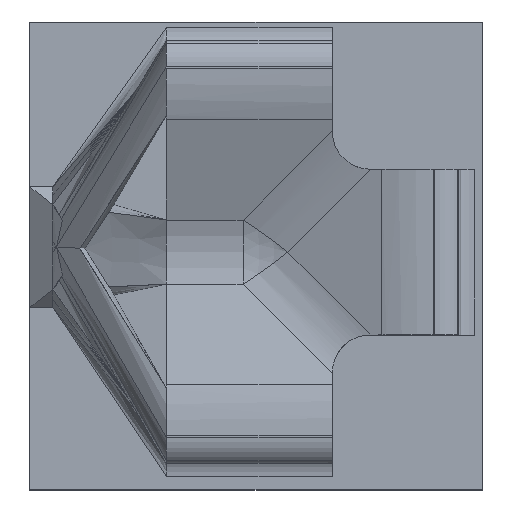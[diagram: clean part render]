
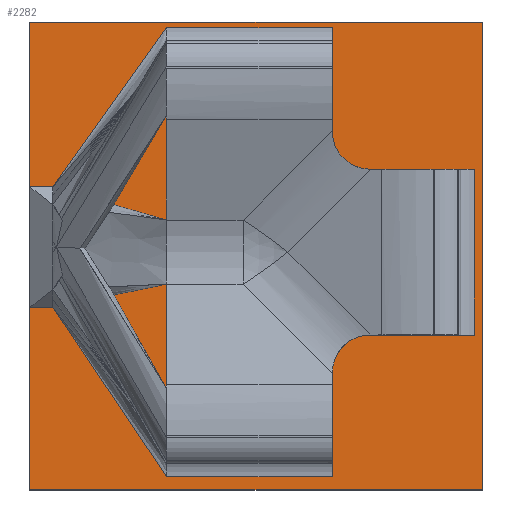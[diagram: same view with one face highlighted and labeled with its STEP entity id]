
A CAD part, top view. The second image highlights one B-rep face of the part: STEP entity #2282.
In plain terms, the highlighted planar face has unit normal (0, 0, 1).
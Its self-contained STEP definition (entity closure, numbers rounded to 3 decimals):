
#59=FACE_BOUND('',#251,.T.);
#61=PLANE('',#2425);
#121=FACE_OUTER_BOUND('',#250,.T.);
#250=EDGE_LOOP('',(#1542,#1543,#1544,#1545,#1546,#1547,#1548,#1549,#1550,
#1551,#1552,#1553,#1554,#1555,#1556,#1557,#1558));
#251=EDGE_LOOP('',(#1559,#1560,#1561,#1562));
#447=LINE('',#3187,#661);
#449=LINE('',#3275,#663);
#454=LINE('',#3325,#668);
#455=LINE('',#3327,#669);
#456=LINE('',#3329,#670);
#457=LINE('',#3331,#671);
#458=LINE('',#3333,#672);
#459=LINE('',#3335,#673);
#460=LINE('',#3337,#674);
#461=LINE('',#3339,#675);
#462=LINE('',#3341,#676);
#463=LINE('',#3343,#677);
#464=LINE('',#3345,#678);
#465=LINE('',#3346,#679);
#466=LINE('',#3348,#680);
#467=LINE('',#3350,#681);
#468=LINE('',#3351,#682);
#469=LINE('',#3354,#683);
#470=LINE('',#3356,#684);
#471=LINE('',#3358,#685);
#472=LINE('',#3359,#686);
#661=VECTOR('',#2596,12.818);
#663=VECTOR('',#2600,10.896);
#668=VECTOR('',#2613,10.);
#669=VECTOR('',#2614,10.);
#670=VECTOR('',#2615,10.);
#671=VECTOR('',#2616,10.);
#672=VECTOR('',#2617,10.);
#673=VECTOR('',#2618,10.);
#674=VECTOR('',#2619,10.);
#675=VECTOR('',#2620,10.451);
#676=VECTOR('',#2621,10.);
#677=VECTOR('',#2622,10.);
#678=VECTOR('',#2623,10.);
#679=VECTOR('',#2624,12.344);
#680=VECTOR('',#2625,10.);
#681=VECTOR('',#2626,10.);
#682=VECTOR('',#2627,10.);
#683=VECTOR('',#2628,10.);
#684=VECTOR('',#2629,10.);
#685=VECTOR('',#2630,10.);
#686=VECTOR('',#2631,10.);
#937=VERTEX_POINT('',#3171);
#940=VERTEX_POINT('',#3185);
#943=VERTEX_POINT('',#3262);
#945=VERTEX_POINT('',#3274);
#952=VERTEX_POINT('',#3324);
#953=VERTEX_POINT('',#3326);
#954=VERTEX_POINT('',#3328);
#955=VERTEX_POINT('',#3330);
#956=VERTEX_POINT('',#3332);
#957=VERTEX_POINT('',#3334);
#958=VERTEX_POINT('',#3336);
#959=VERTEX_POINT('',#3338);
#960=VERTEX_POINT('',#3340);
#961=VERTEX_POINT('',#3342);
#962=VERTEX_POINT('',#3344);
#963=VERTEX_POINT('',#3347);
#964=VERTEX_POINT('',#3349);
#965=VERTEX_POINT('',#3352);
#966=VERTEX_POINT('',#3353);
#967=VERTEX_POINT('',#3355);
#968=VERTEX_POINT('',#3357);
#1163=EDGE_CURVE('',#937,#940,#447,.T.);
#1168=EDGE_CURVE('',#945,#943,#449,.T.);
#1179=EDGE_CURVE('',#952,#943,#454,.T.);
#1180=EDGE_CURVE('',#953,#952,#455,.T.);
#1181=EDGE_CURVE('',#954,#953,#456,.T.);
#1182=EDGE_CURVE('',#955,#954,#457,.T.);
#1183=EDGE_CURVE('',#956,#955,#458,.T.);
#1184=EDGE_CURVE('',#957,#956,#459,.T.);
#1185=EDGE_CURVE('',#958,#957,#460,.T.);
#1186=EDGE_CURVE('',#958,#959,#461,.T.);
#1187=EDGE_CURVE('',#959,#960,#462,.T.);
#1188=EDGE_CURVE('',#961,#960,#463,.T.);
#1189=EDGE_CURVE('',#961,#962,#464,.T.);
#1190=EDGE_CURVE('',#962,#937,#465,.T.);
#1191=EDGE_CURVE('',#940,#963,#466,.T.);
#1192=EDGE_CURVE('',#964,#963,#467,.T.);
#1193=EDGE_CURVE('',#945,#964,#468,.T.);
#1194=EDGE_CURVE('',#965,#966,#469,.T.);
#1195=EDGE_CURVE('',#967,#966,#470,.T.);
#1196=EDGE_CURVE('',#967,#968,#471,.T.);
#1197=EDGE_CURVE('',#965,#968,#472,.T.);
#1542=ORIENTED_EDGE('',*,*,#1168,.T.);
#1543=ORIENTED_EDGE('',*,*,#1179,.F.);
#1544=ORIENTED_EDGE('',*,*,#1180,.F.);
#1545=ORIENTED_EDGE('',*,*,#1181,.F.);
#1546=ORIENTED_EDGE('',*,*,#1182,.F.);
#1547=ORIENTED_EDGE('',*,*,#1183,.F.);
#1548=ORIENTED_EDGE('',*,*,#1184,.F.);
#1549=ORIENTED_EDGE('',*,*,#1185,.F.);
#1550=ORIENTED_EDGE('',*,*,#1186,.T.);
#1551=ORIENTED_EDGE('',*,*,#1187,.T.);
#1552=ORIENTED_EDGE('',*,*,#1188,.F.);
#1553=ORIENTED_EDGE('',*,*,#1189,.T.);
#1554=ORIENTED_EDGE('',*,*,#1190,.T.);
#1555=ORIENTED_EDGE('',*,*,#1163,.T.);
#1556=ORIENTED_EDGE('',*,*,#1191,.T.);
#1557=ORIENTED_EDGE('',*,*,#1192,.F.);
#1558=ORIENTED_EDGE('',*,*,#1193,.F.);
#1559=ORIENTED_EDGE('',*,*,#1194,.T.);
#1560=ORIENTED_EDGE('',*,*,#1195,.F.);
#1561=ORIENTED_EDGE('',*,*,#1196,.T.);
#1562=ORIENTED_EDGE('',*,*,#1197,.F.);
#2282=ADVANCED_FACE('',(#121,#59),#61,.T.);
#2425=AXIS2_PLACEMENT_3D('',#3323,#2611,#2612);
#2596=DIRECTION('',(0.473,-0.881,0.));
#2600=DIRECTION('',(-0.557,0.831,0.));
#2611=DIRECTION('center_axis',(0.,0.,1.));
#2612=DIRECTION('ref_axis',(0.,-1.,0.));
#2613=DIRECTION('',(1.,0.,0.));
#2614=DIRECTION('',(0.,1.,0.));
#2615=DIRECTION('',(-1.,0.,0.));
#2616=DIRECTION('',(0.,-1.,0.));
#2617=DIRECTION('',(1.,0.,0.));
#2618=DIRECTION('',(0.,1.,0.));
#2619=DIRECTION('',(-1.,0.,0.));
#2620=DIRECTION('',(0.581,0.814,0.));
#2621=DIRECTION('',(1.,0.,0.));
#2622=DIRECTION('',(0.,1.,0.));
#2623=DIRECTION('',(-1.,0.,0.));
#2624=DIRECTION('',(-0.492,-0.871,0.));
#2625=DIRECTION('',(1.,0.,0.));
#2626=DIRECTION('',(0.,1.,0.));
#2627=DIRECTION('',(1.,0.,0.));
#2628=DIRECTION('',(1.,0.,0.));
#2629=DIRECTION('',(0.,1.,0.));
#2630=DIRECTION('',(-1.,0.,0.));
#2631=DIRECTION('',(0.,-1.,0.));
#3171=CARTESIAN_POINT('',(-8.727,0.191,0.));
#3185=CARTESIAN_POINT('',(-4.432,-7.8,0.));
#3187=CARTESIAN_POINT('',(-4.432,-7.8,0.));
#3262=CARTESIAN_POINT('',(-10.5,-2.95,0.));
#3274=CARTESIAN_POINT('',(-4.432,-12.,0.));
#3275=CARTESIAN_POINT('',(-4.432,-12.,0.));
#3323=CARTESIAN_POINT('Origin',(-4.432,12.3,0.));
#3324=CARTESIAN_POINT('',(-11.732,-2.95,0.));
#3325=CARTESIAN_POINT('',(-8.082,-2.95,0.));
#3326=CARTESIAN_POINT('',(-11.732,-12.7,0.));
#3327=CARTESIAN_POINT('',(-11.732,-12.7,0.));
#3328=CARTESIAN_POINT('',(12.432,-12.7,0.));
#3329=CARTESIAN_POINT('',(-4.432,-12.7,0.));
#3330=CARTESIAN_POINT('',(12.432,12.3,0.));
#3331=CARTESIAN_POINT('',(12.432,-10.7,0.));
#3332=CARTESIAN_POINT('',(-11.732,12.3,0.));
#3333=CARTESIAN_POINT('',(-4.432,12.3,0.));
#3334=CARTESIAN_POINT('',(-11.732,3.491,0.));
#3335=CARTESIAN_POINT('',(-11.732,-12.7,0.));
#3336=CARTESIAN_POINT('',(-10.5,3.491,0.));
#3337=CARTESIAN_POINT('',(-7.466,3.491,0.));
#3338=CARTESIAN_POINT('',(-4.432,12.,0.));
#3339=CARTESIAN_POINT('',(-4.432,12.,0.));
#3340=CARTESIAN_POINT('',(4.432,12.,0.));
#3341=CARTESIAN_POINT('',(-2.216,12.,0.));
#3342=CARTESIAN_POINT('',(4.432,7.8,0.));
#3343=CARTESIAN_POINT('',(4.432,0.8,0.));
#3344=CARTESIAN_POINT('',(-4.432,7.8,0.));
#3345=CARTESIAN_POINT('',(-2.216,7.8,0.));
#3346=CARTESIAN_POINT('',(-4.432,7.8,0.));
#3347=CARTESIAN_POINT('',(4.432,-7.8,0.));
#3348=CARTESIAN_POINT('',(-2.216,-7.8,0.));
#3349=CARTESIAN_POINT('',(4.432,-12.,0.));
#3350=CARTESIAN_POINT('',(4.432,0.8,0.));
#3351=CARTESIAN_POINT('',(-2.216,-12.,0.));
#3352=CARTESIAN_POINT('',(6.3,4.432,0.));
#3353=CARTESIAN_POINT('',(12.,4.432,0.));
#3354=CARTESIAN_POINT('',(10.9,4.432,0.));
#3355=CARTESIAN_POINT('',(12.,-4.432,0.));
#3356=CARTESIAN_POINT('',(12.,-5.35,0.));
#3357=CARTESIAN_POINT('',(6.3,-4.432,0.));
#3358=CARTESIAN_POINT('',(10.9,-4.432,0.));
#3359=CARTESIAN_POINT('',(6.3,-5.35,0.));
